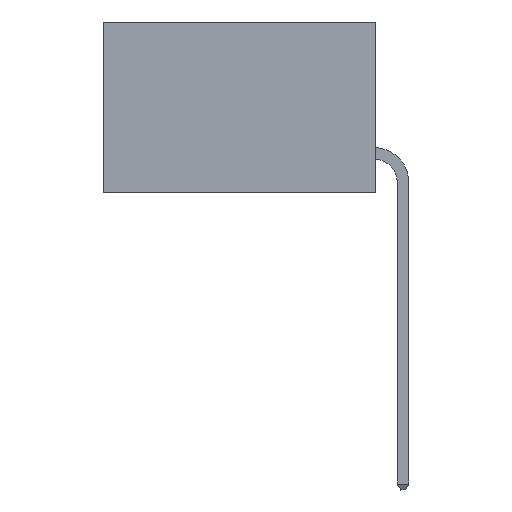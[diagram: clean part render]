
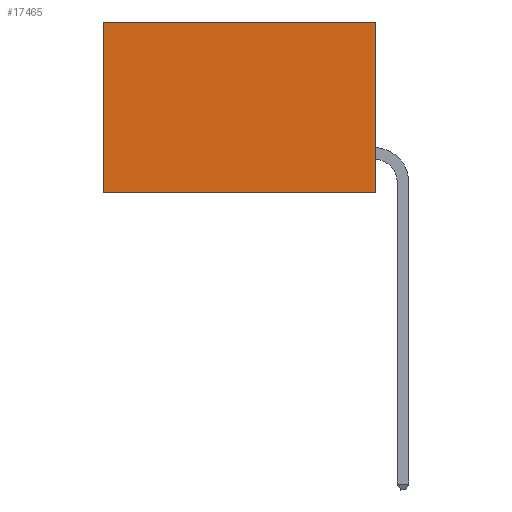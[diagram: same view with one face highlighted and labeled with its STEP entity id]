
A CAD part, left-side view. The second image highlights one B-rep face of the part: STEP entity #17465.
In plain terms, the highlighted planar face has unit normal (-1, 0, 0).
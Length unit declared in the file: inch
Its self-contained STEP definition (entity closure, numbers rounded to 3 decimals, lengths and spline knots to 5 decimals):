
#1516 = DIRECTION ( 'NONE',  ( 0., 1., 0. ) ) ;
#1722 = VERTEX_POINT ( 'NONE', #20150 ) ;
#3613 = FACE_OUTER_BOUND ( 'NONE', #4624, .T. ) ;
#3798 = EDGE_CURVE ( 'NONE', #13517, #8078, #13815, .T. ) ;
#4278 = CARTESIAN_POINT ( 'NONE',  ( 0.277, 0., -0.37 ) ) ;
#4624 = EDGE_LOOP ( 'NONE', ( #21316, #8235, #6680, #15627 ) ) ;
#5127 = LINE ( 'NONE', #13096, #17347 ) ;
#5614 = CARTESIAN_POINT ( 'NONE',  ( 0.277, 0.59, 0. ) ) ;
#6103 = PLANE ( 'NONE',  #18021 ) ;
#6680 = ORIENTED_EDGE ( 'NONE', *, *, #11572, .F. ) ;
#8078 = VERTEX_POINT ( 'NONE', #5614 ) ;
#8235 = ORIENTED_EDGE ( 'NONE', *, *, #14281, .F. ) ;
#9527 = CARTESIAN_POINT ( 'NONE',  ( 0.277, 0.59, -0.37 ) ) ;
#9795 = DIRECTION ( 'NONE',  ( 0., 0., -1. ) ) ;
#10031 = EDGE_CURVE ( 'NONE', #8078, #1722, #14088, .T. ) ;
#11572 = EDGE_CURVE ( 'NONE', #13517, #12993, #5127, .T. ) ;
#12993 = VERTEX_POINT ( 'NONE', #16729 ) ;
#13096 = CARTESIAN_POINT ( 'NONE',  ( 0.277, 0., -0.37 ) ) ;
#13517 = VERTEX_POINT ( 'NONE', #16391 ) ;
#13815 = LINE ( 'NONE', #22622, #17437 ) ;
#14088 = LINE ( 'NONE', #9527, #17692 ) ;
#14281 = EDGE_CURVE ( 'NONE', #12993, #1722, #20572, .T. ) ;
#14934 = DIRECTION ( 'NONE',  ( 0., 0., -1. ) ) ;
#15627 = ORIENTED_EDGE ( 'NONE', *, *, #3798, .T. ) ;
#16391 = CARTESIAN_POINT ( 'NONE',  ( 0.277, 0., 0. ) ) ;
#16419 = VECTOR ( 'NONE', #1516, 39.37008 ) ;
#16729 = CARTESIAN_POINT ( 'NONE',  ( 0.277, 0., -0.37 ) ) ;
#17347 = VECTOR ( 'NONE', #14934, 39.37008 ) ;
#17437 = VECTOR ( 'NONE', #21665, 39.37008 ) ;
#17465 = ADVANCED_FACE ( 'NONE', ( #3613 ), #6103, .F. ) ;
#17692 = VECTOR ( 'NONE', #20217, 39.37008 ) ;
#18021 = AXIS2_PLACEMENT_3D ( 'NONE', #4278, #20556, #9795 ) ;
#19665 = CARTESIAN_POINT ( 'NONE',  ( 0.277, 0., -0.37 ) ) ;
#20150 = CARTESIAN_POINT ( 'NONE',  ( 0.277, 0.59, -0.37 ) ) ;
#20217 = DIRECTION ( 'NONE',  ( 0., 0., -1. ) ) ;
#20556 = DIRECTION ( 'NONE',  ( 1., 0., 0. ) ) ;
#20572 = LINE ( 'NONE', #19665, #16419 ) ;
#21316 = ORIENTED_EDGE ( 'NONE', *, *, #10031, .T. ) ;
#21665 = DIRECTION ( 'NONE',  ( 0., 1., 0. ) ) ;
#22622 = CARTESIAN_POINT ( 'NONE',  ( 0.277, 0., 0. ) ) ;
